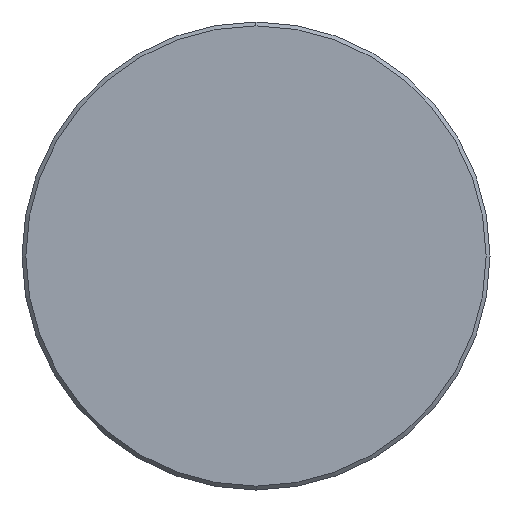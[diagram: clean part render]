
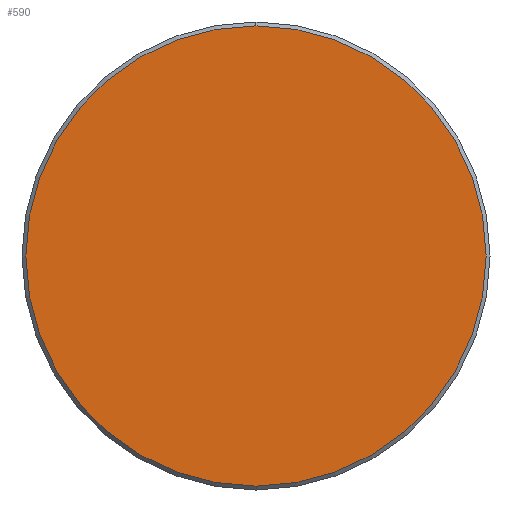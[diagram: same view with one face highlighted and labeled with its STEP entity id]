
A CAD part, left-side view. The second image highlights one B-rep face of the part: STEP entity #590.
In plain terms, the highlighted planar face has unit normal (-1, 0, 0).
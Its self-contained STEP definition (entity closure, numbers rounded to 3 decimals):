
#44 = VERTEX_POINT ( 'NONE', #598 ) ;
#59 = CARTESIAN_POINT ( 'NONE',  ( 0., 0., 0. ) ) ;
#74 = FACE_OUTER_BOUND ( 'NONE', #155, .T. ) ;
#155 = EDGE_LOOP ( 'NONE', ( #406, #475 ) ) ;
#208 = CARTESIAN_POINT ( 'NONE',  ( 0., 0., 0. ) ) ;
#227 = DIRECTION ( 'NONE',  ( 0., 0., 1. ) ) ;
#230 = AXIS2_PLACEMENT_3D ( 'NONE', #208, #379, #687 ) ;
#243 = DIRECTION ( 'NONE',  ( -1., 0., 0. ) ) ;
#306 = CIRCLE ( 'NONE', #594, 17.7 ) ;
#350 = EDGE_CURVE ( 'NONE', #576, #44, #306, .T. ) ;
#379 = DIRECTION ( 'NONE',  ( 1., 0., 0. ) ) ;
#402 = DIRECTION ( 'NONE',  ( 0., 0., 1. ) ) ;
#406 = ORIENTED_EDGE ( 'NONE', *, *, #350, .T. ) ;
#450 = EDGE_CURVE ( 'NONE', #44, #576, #623, .T. ) ;
#457 = DIRECTION ( 'NONE',  ( -1., 0., 0. ) ) ;
#475 = ORIENTED_EDGE ( 'NONE', *, *, #450, .T. ) ;
#576 = VERTEX_POINT ( 'NONE', #599 ) ;
#580 = AXIS2_PLACEMENT_3D ( 'NONE', #713, #243, #402 ) ;
#590 = ADVANCED_FACE ( 'NONE', ( #74 ), #730, .F. ) ;
#594 = AXIS2_PLACEMENT_3D ( 'NONE', #59, #457, #227 ) ;
#598 = CARTESIAN_POINT ( 'NONE',  ( 0., 0., 17.7 ) ) ;
#599 = CARTESIAN_POINT ( 'NONE',  ( 0., 0., -17.7 ) ) ;
#623 = CIRCLE ( 'NONE', #580, 17.7 ) ;
#687 = DIRECTION ( 'NONE',  ( 0., 0., -1. ) ) ;
#713 = CARTESIAN_POINT ( 'NONE',  ( 0., 0., 0. ) ) ;
#730 = PLANE ( 'NONE',  #230 ) ;
